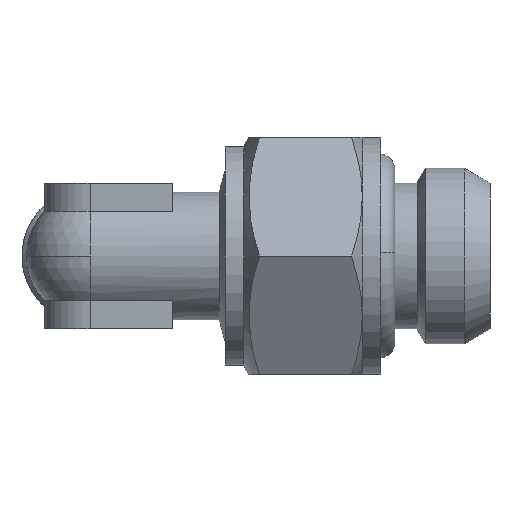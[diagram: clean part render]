
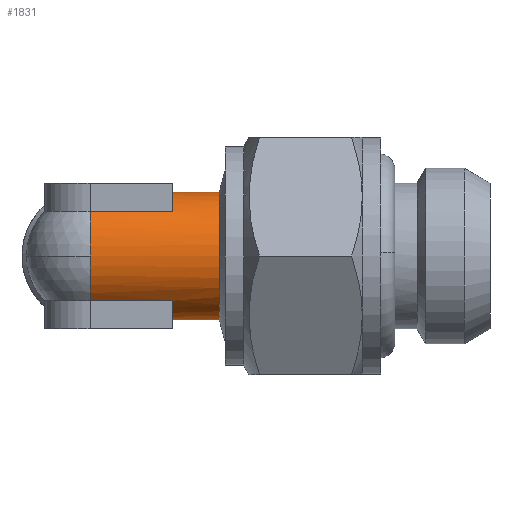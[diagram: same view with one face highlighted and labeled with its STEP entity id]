
A CAD part, left-side view. The second image highlights one B-rep face of the part: STEP entity #1831.
In plain terms, the highlighted cylindrical face has radius 3.5 mm (diameter 7 mm), a partial arc.
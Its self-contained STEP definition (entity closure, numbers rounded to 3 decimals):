
#226 = CARTESIAN_POINT ( 'NONE',  ( 0., 0., 0. ) ) ;
#227 = DIRECTION ( 'NONE',  ( 0., -1., 0. ) ) ;
#235 = DIRECTION ( 'NONE',  ( 0., 0., -1. ) ) ;
#375 = FACE_OUTER_BOUND ( 'NONE', #3482, .T. ) ;
#383 = CYLINDRICAL_SURFACE ( 'NONE', #4614, 3.5 ) ;
#396 = LINE ( 'NONE', #2663, #397 ) ;
#397 = VECTOR ( 'NONE', #2667, 1000. ) ;
#516 = CIRCLE ( 'NONE', #1532, 3.5 ) ;
#517 = CIRCLE ( 'NONE', #1530, 3.5 ) ;
#518 = CIRCLE ( 'NONE', #1531, 3.5 ) ;
#519 = LINE ( 'NONE', #2984, #521 ) ;
#520 = CIRCLE ( 'NONE', #1533, 3.5 ) ;
#521 = VECTOR ( 'NONE', #2985, 1000. ) ;
#522 = LINE ( 'NONE', #2993, #524 ) ;
#524 = VECTOR ( 'NONE', #2989, 1000. ) ;
#861 = DIRECTION ( 'NONE',  ( 0., -1., 0. ) ) ;
#862 = CARTESIAN_POINT ( 'NONE',  ( 0., 21., 0. ) ) ;
#863 = DIRECTION ( 'NONE',  ( 0., -1., 0. ) ) ;
#864 = DIRECTION ( 'NONE',  ( 0., 0., -1. ) ) ;
#871 = CARTESIAN_POINT ( 'NONE',  ( 0., 0., 3.5 ) ) ;
#1221 = CARTESIAN_POINT ( 'NONE',  ( -2.5, 21., 2.449 ) ) ;
#1225 = CARTESIAN_POINT ( 'NONE',  ( -2.5, 16.5, -2.449 ) ) ;
#1226 = CARTESIAN_POINT ( 'NONE',  ( -2.5, 16.5, 2.449 ) ) ;
#1530 = AXIS2_PLACEMENT_3D ( 'NONE', #2986, #2987, #2988 ) ;
#1531 = AXIS2_PLACEMENT_3D ( 'NONE', #2990, #2991, #2992 ) ;
#1532 = AXIS2_PLACEMENT_3D ( 'NONE', #2995, #2996, #2997 ) ;
#1533 = AXIS2_PLACEMENT_3D ( 'NONE', #2998, #2999, #3000 ) ;
#1831 = ADVANCED_FACE ( 'NONE', ( #375 ), #383, .T. ) ;
#1919 = EDGE_CURVE ( 'NONE', #3614, #3610, #2558, .T. ) ;
#1923 = EDGE_CURVE ( 'NONE', #3619, #3621, #2569, .T. ) ;
#1925 = EDGE_CURVE ( 'NONE', #3617, #3620, #396, .T. ) ;
#2558 = CIRCLE ( 'NONE', #4066, 3.5 ) ;
#2569 = LINE ( 'NONE', #871, #2571 ) ;
#2571 = VECTOR ( 'NONE', #861, 1000. ) ;
#2663 = CARTESIAN_POINT ( 'NONE',  ( 0., 0., -3.5 ) ) ;
#2667 = DIRECTION ( 'NONE',  ( 0., -1., 0. ) ) ;
#2860 = CARTESIAN_POINT ( 'NONE',  ( -2.5, 21., -2.449 ) ) ;
#2864 = CARTESIAN_POINT ( 'NONE',  ( -3.5, 21., 0. ) ) ;
#2867 = CARTESIAN_POINT ( 'NONE',  ( 0., 16.5, -3.5 ) ) ;
#2869 = CARTESIAN_POINT ( 'NONE',  ( 0., 16.5, 3.5 ) ) ;
#2870 = CARTESIAN_POINT ( 'NONE',  ( 0., 13.938, -3.5 ) ) ;
#2871 = CARTESIAN_POINT ( 'NONE',  ( 0., 13.938, 3.5 ) ) ;
#2984 = CARTESIAN_POINT ( 'NONE',  ( -2.5, 0., 2.449 ) ) ;
#2985 = DIRECTION ( 'NONE',  ( 0., -1., 0. ) ) ;
#2986 = CARTESIAN_POINT ( 'NONE',  ( 0., 13.938, 0. ) ) ;
#2987 = DIRECTION ( 'NONE',  ( 0., -1., 0. ) ) ;
#2988 = DIRECTION ( 'NONE',  ( 0., 0., -1. ) ) ;
#2989 = DIRECTION ( 'NONE',  ( 0., 1., 0. ) ) ;
#2990 = CARTESIAN_POINT ( 'NONE',  ( 0., 16.5, 0. ) ) ;
#2991 = DIRECTION ( 'NONE',  ( 0., 1., 0. ) ) ;
#2992 = DIRECTION ( 'NONE',  ( 1., 0., 0. ) ) ;
#2993 = CARTESIAN_POINT ( 'NONE',  ( -2.5, 0., -2.449 ) ) ;
#2995 = CARTESIAN_POINT ( 'NONE',  ( 0., 21., 0. ) ) ;
#2996 = DIRECTION ( 'NONE',  ( 0., -1., 0. ) ) ;
#2997 = DIRECTION ( 'NONE',  ( 0., 0., -1. ) ) ;
#2998 = CARTESIAN_POINT ( 'NONE',  ( 0., 16.5, 0. ) ) ;
#2999 = DIRECTION ( 'NONE',  ( 0., 1., 0. ) ) ;
#3000 = DIRECTION ( 'NONE',  ( 1., 0., 0. ) ) ;
#3482 = EDGE_LOOP ( 'NONE', ( #3889, #3890, #3891, #3892, #3893, #3894, #3895, #3896, #3897 ) ) ;
#3610 = VERTEX_POINT ( 'NONE', #2860 ) ;
#3614 = VERTEX_POINT ( 'NONE', #2864 ) ;
#3617 = VERTEX_POINT ( 'NONE', #2867 ) ;
#3619 = VERTEX_POINT ( 'NONE', #2869 ) ;
#3620 = VERTEX_POINT ( 'NONE', #2870 ) ;
#3621 = VERTEX_POINT ( 'NONE', #2871 ) ;
#3734 = EDGE_CURVE ( 'NONE', #3621, #3620, #517, .T. ) ;
#3735 = EDGE_CURVE ( 'NONE', #4177, #3619, #518, .T. ) ;
#3736 = EDGE_CURVE ( 'NONE', #4172, #4177, #519, .T. ) ;
#3737 = EDGE_CURVE ( 'NONE', #4172, #3614, #516, .T. ) ;
#3738 = EDGE_CURVE ( 'NONE', #4176, #3610, #522, .T. ) ;
#3739 = EDGE_CURVE ( 'NONE', #3617, #4176, #520, .T. ) ;
#3889 = ORIENTED_EDGE ( 'NONE', *, *, #1923, .F. ) ;
#3890 = ORIENTED_EDGE ( 'NONE', *, *, #3735, .F. ) ;
#3891 = ORIENTED_EDGE ( 'NONE', *, *, #3736, .F. ) ;
#3892 = ORIENTED_EDGE ( 'NONE', *, *, #3737, .T. ) ;
#3893 = ORIENTED_EDGE ( 'NONE', *, *, #1919, .T. ) ;
#3894 = ORIENTED_EDGE ( 'NONE', *, *, #3738, .F. ) ;
#3895 = ORIENTED_EDGE ( 'NONE', *, *, #3739, .F. ) ;
#3896 = ORIENTED_EDGE ( 'NONE', *, *, #1925, .T. ) ;
#3897 = ORIENTED_EDGE ( 'NONE', *, *, #3734, .F. ) ;
#4066 = AXIS2_PLACEMENT_3D ( 'NONE', #862, #863, #864 ) ;
#4172 = VERTEX_POINT ( 'NONE', #1221 ) ;
#4176 = VERTEX_POINT ( 'NONE', #1225 ) ;
#4177 = VERTEX_POINT ( 'NONE', #1226 ) ;
#4614 = AXIS2_PLACEMENT_3D ( 'NONE', #226, #227, #235 ) ;
